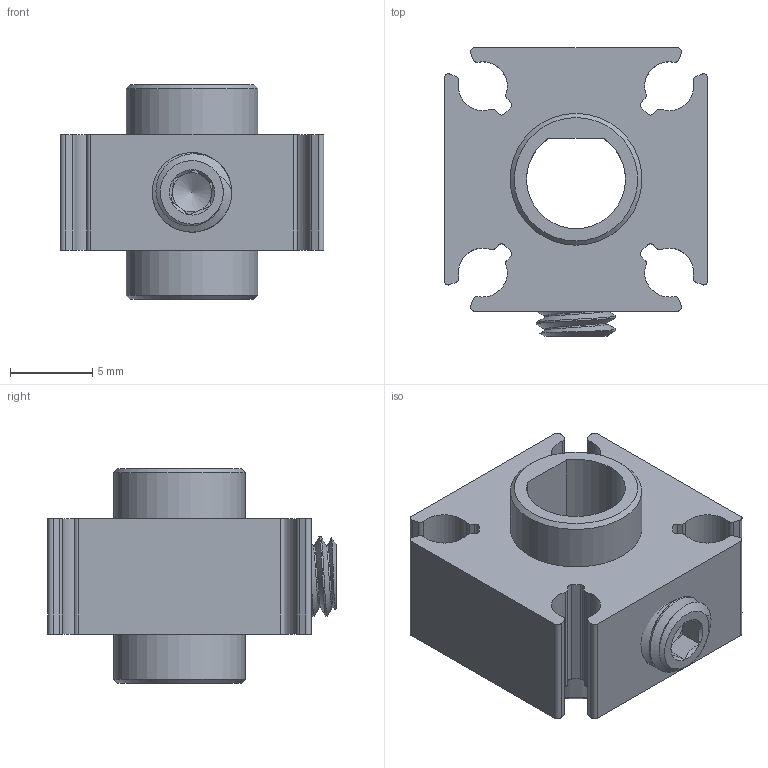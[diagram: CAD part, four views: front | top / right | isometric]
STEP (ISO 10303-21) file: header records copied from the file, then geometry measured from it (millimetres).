
FILE_DESCRIPTION (( 'STEP AP214' ), '1' );
FILE_NAME ('am-3215a 6mmD Double Boss Nub.STEP', '2020-05-13T14:14:48', ( '' ), ( '' ), 'SwSTEP 2.0', 'SolidWorks 2019', '' );
FILE_SCHEMA (( 'AUTOMOTIVE_DESIGN' ));
Length unit declared in the file: inch
Products named in the file (3): 10-32 x 0.25 Set Screw CP_91375A438; am-3215a 6mmD Double Boss Nub; ip-3215a 6mmD Double Boss Nub
Assembly tree (2 placements, depth 2):
  am-3215a 6mmD Double Boss Nub
    ip-3215a 6mmD Double Boss Nub
    10-32 x 0.25 Set Screw CP_91375A438
Bounding box: 16 x 17.52 x 13.05 mm (x, y, z)
Volume: 1466.6 mm3; surface area: 1638.4 mm2
Topology: 2 solids, 2 shells, 102 faces, 269 edges, 172 vertices
Faces by surface type: cylinder 45, plane 42, cone 12, bspline 3
Full cylindrical faces by diameter (mm): 4.039 x1, 8 x2
Entity records: 4705 total; most frequent: CARTESIAN_POINT 2066, DIRECTION 552, ORIENTED_EDGE 516, EDGE_CURVE 258, AXIS2_PLACEMENT_3D 209, VERTEX_POINT 169, LINE 134, VECTOR 134
